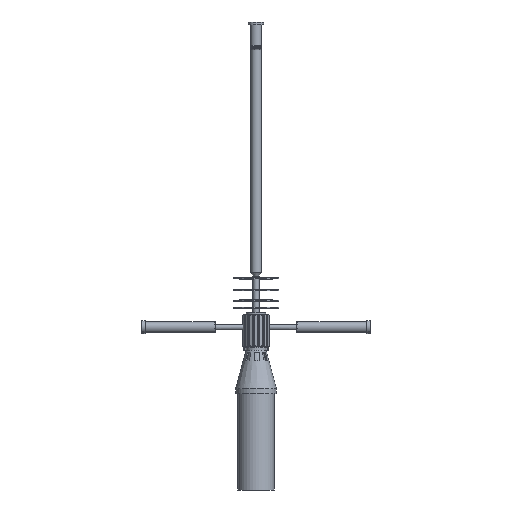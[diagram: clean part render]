
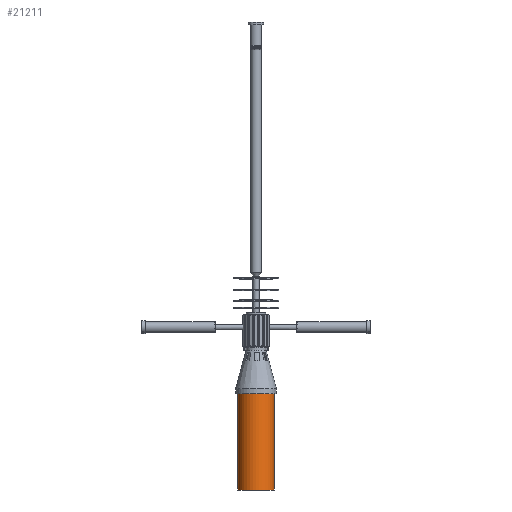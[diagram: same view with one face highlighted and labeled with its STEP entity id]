
A CAD part, left-side view. The second image highlights one B-rep face of the part: STEP entity #21211.
In plain terms, the highlighted cylindrical face has radius 71 mm (diameter 142 mm), a partial arc.
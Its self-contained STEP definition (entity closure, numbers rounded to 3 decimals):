
#21154=CARTESIAN_POINT('',(0.0,-250.0,-71.0));
#21155=VERTEX_POINT('',#21154);
#21162=CARTESIAN_POINT('',(0.0,-250.0,71.0));
#21163=VERTEX_POINT('',#21162);
#21164=CARTESIAN_POINT('',(0.0,-250.0,0.0));
#21165=DIRECTION('',(0.0,-1.0,0.0));
#21166=DIRECTION('',(1.0,0.0,0.0));
#21167=AXIS2_PLACEMENT_3D('',#21164,#21165,#21166);
#21168=CIRCLE('',#21167,71.0);
#21169=EDGE_CURVE('',#21155,#21163,#21168,.F.);
#21180=CARTESIAN_POINT('',(0.0,-220.,0.0));
#21181=DIRECTION('',(0.0,1.0,0.0));
#21182=DIRECTION('',(0.0,0.0,-1.0));
#21183=AXIS2_PLACEMENT_3D('',#21180,#21181,#21182);
#21184=CYLINDRICAL_SURFACE('',#21183,71.0);
#21185=ORIENTED_EDGE('',*,*,#21169,.F.);
#21186=CARTESIAN_POINT('',(0.0,-640.0,-71.0));
#21187=VERTEX_POINT('',#21186);
#21188=CARTESIAN_POINT('',(0.0,-640.0,-71.0));
#21189=DIRECTION('',(0.0,1.0,0.0));
#21190=VECTOR('',#21189,390.0);
#21191=LINE('',#21188,#21190);
#21192=EDGE_CURVE('',#21155,#21187,#21191,.F.);
#21193=ORIENTED_EDGE('',*,*,#21192,.T.);
#21194=CARTESIAN_POINT('',(0.0,-640.0,71.0));
#21195=VERTEX_POINT('',#21194);
#21196=CARTESIAN_POINT('',(0.0,-640.0,0.0));
#21197=DIRECTION('',(0.0,1.0,0.0));
#21198=DIRECTION('',(1.0,0.0,0.0));
#21199=AXIS2_PLACEMENT_3D('',#21196,#21197,#21198);
#21200=CIRCLE('',#21199,71.0);
#21201=EDGE_CURVE('',#21187,#21195,#21200,.T.);
#21202=ORIENTED_EDGE('',*,*,#21201,.T.);
#21203=CARTESIAN_POINT('',(0.0,-640.0,71.0));
#21204=DIRECTION('',(0.0,1.0,0.0));
#21205=VECTOR('',#21204,390.0);
#21206=LINE('',#21203,#21205);
#21207=EDGE_CURVE('',#21163,#21195,#21206,.F.);
#21208=ORIENTED_EDGE('',*,*,#21207,.F.);
#21209=EDGE_LOOP('',(#21185,#21193,#21202,#21208));
#21210=FACE_OUTER_BOUND('',#21209,.T.);
#21211=ADVANCED_FACE('',(#21210),#21184,.T.);
